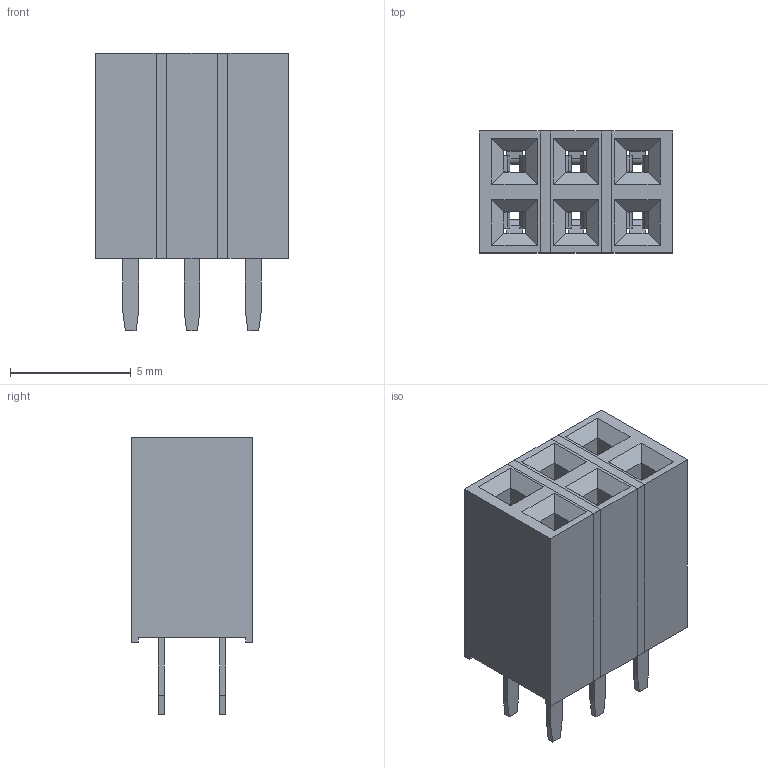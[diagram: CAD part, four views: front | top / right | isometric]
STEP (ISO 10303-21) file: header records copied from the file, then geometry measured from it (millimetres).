
FILE_DESCRIPTION(/* description */ (''),/* implementation_level */ '2;1');
FILE_NAME(/* name */ 'M20-7830342.step',/* time_stamp */ '2022-09-20T17:15:44+01:00',/* author */ (''),/* organization */ (''),/* preprocessor_version */ 'ST-DEVELOPER v19',/* originating_system */ 'Autodesk Translation Framework v11.7.0.108',/* authorisation */ '');
FILE_SCHEMA (('AUTOMOTIVE_DESIGN { 1 0 10303 214 3 1 1 }'));
Length unit declared in the file: millimetre
Products named in the file (2): HARWIN M20-783xx46; M20-78303_MOULD
Assembly tree (1 placements, depth 2):
  HARWIN M20-783xx46
    M20-78303_MOULD
Bounding box: 8.02 x 5.04 x 11.5 mm (x, y, z)
Volume: 287.1 mm3; surface area: 904.1 mm2
Topology: 3 solids, 3 shells, 516 faces, 1422 edges, 900 vertices
Faces by surface type: plane 384, cylinder 132
Entity records: 16420 total; most frequent: ORIENTED_EDGE 2844, CARTESIAN_POINT 2841, DIRECTION 2724, EDGE_CURVE 1422, LINE 1158, VECTOR 1158, VERTEX_POINT 900, AXIS2_PLACEMENT_3D 783
